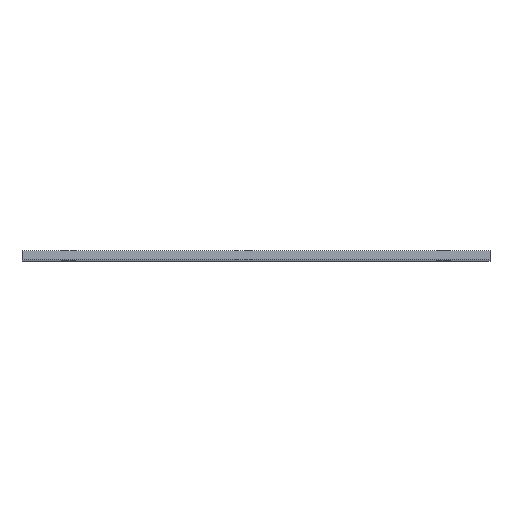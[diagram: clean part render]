
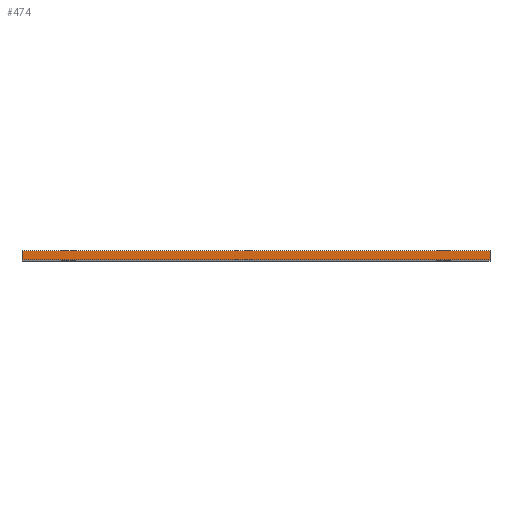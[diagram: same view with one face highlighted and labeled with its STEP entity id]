
A CAD part, top view. The second image highlights one B-rep face of the part: STEP entity #474.
In plain terms, the highlighted planar face has unit normal (0, 0, 1).
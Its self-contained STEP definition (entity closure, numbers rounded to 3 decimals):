
#14 = CARTESIAN_POINT ( 'NONE',  ( -50., 2., 100. ) ) ;
#52 = CARTESIAN_POINT ( 'NONE',  ( -50., 2., 100. ) ) ;
#58 = CARTESIAN_POINT ( 'NONE',  ( -50., 0., 100. ) ) ;
#61 = CARTESIAN_POINT ( 'NONE',  ( 50., 2., 100. ) ) ;
#92 = LINE ( 'NONE', #415, #351 ) ;
#99 = FACE_OUTER_BOUND ( 'NONE', #339, .T. ) ;
#111 = EDGE_CURVE ( 'NONE', #289, #797, #384, .T. ) ;
#122 = VECTOR ( 'NONE', #127, 1000. ) ;
#127 = DIRECTION ( 'NONE',  ( 1., 0., 0. ) ) ;
#155 = VERTEX_POINT ( 'NONE', #254 ) ;
#165 = VERTEX_POINT ( 'NONE', #61 ) ;
#176 = ORIENTED_EDGE ( 'NONE', *, *, #369, .F. ) ;
#222 = ORIENTED_EDGE ( 'NONE', *, *, #725, .F. ) ;
#241 = ORIENTED_EDGE ( 'NONE', *, *, #295, .T. ) ;
#254 = CARTESIAN_POINT ( 'NONE',  ( -50., 2., 100. ) ) ;
#285 = ORIENTED_EDGE ( 'NONE', *, *, #111, .T. ) ;
#289 = VERTEX_POINT ( 'NONE', #58 ) ;
#295 = EDGE_CURVE ( 'NONE', #155, #289, #372, .T. ) ;
#305 = DIRECTION ( 'NONE',  ( 0., -1., 0. ) ) ;
#328 = VECTOR ( 'NONE', #305, 1000. ) ;
#339 = EDGE_LOOP ( 'NONE', ( #285, #176, #222, #241 ) ) ;
#351 = VECTOR ( 'NONE', #615, 1000. ) ;
#353 = PLANE ( 'NONE',  #687 ) ;
#369 = EDGE_CURVE ( 'NONE', #165, #797, #92, .T. ) ;
#372 = LINE ( 'NONE', #52, #328 ) ;
#384 = LINE ( 'NONE', #583, #122 ) ;
#400 = CARTESIAN_POINT ( 'NONE',  ( 50., 0., 100. ) ) ;
#409 = CARTESIAN_POINT ( 'NONE',  ( -50., 2., 100. ) ) ;
#411 = LINE ( 'NONE', #14, #756 ) ;
#415 = CARTESIAN_POINT ( 'NONE',  ( 50., 2., 100. ) ) ;
#474 = ADVANCED_FACE ( 'NONE', ( #99 ), #353, .F. ) ;
#531 = DIRECTION ( 'NONE',  ( -1., 0., 0. ) ) ;
#583 = CARTESIAN_POINT ( 'NONE',  ( -50., 0., 100. ) ) ;
#615 = DIRECTION ( 'NONE',  ( 0., -1., 0. ) ) ;
#662 = DIRECTION ( 'NONE',  ( 1., 0., 0. ) ) ;
#687 = AXIS2_PLACEMENT_3D ( 'NONE', #409, #731, #531 ) ;
#725 = EDGE_CURVE ( 'NONE', #155, #165, #411, .T. ) ;
#731 = DIRECTION ( 'NONE',  ( 0., 0., -1. ) ) ;
#756 = VECTOR ( 'NONE', #662, 1000. ) ;
#797 = VERTEX_POINT ( 'NONE', #400 ) ;
